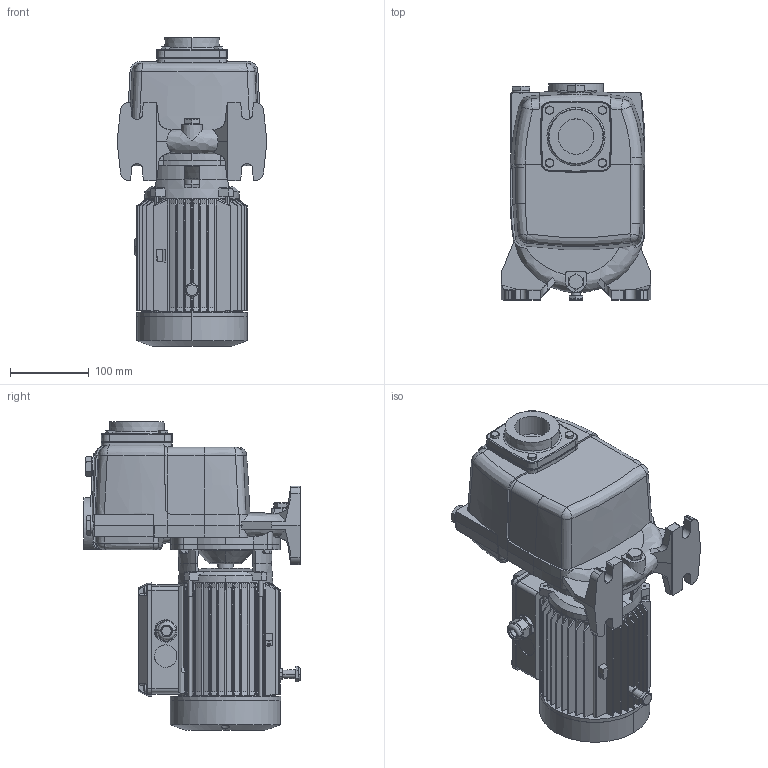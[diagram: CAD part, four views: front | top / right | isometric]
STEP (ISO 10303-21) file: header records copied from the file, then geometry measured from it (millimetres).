
FILE_DESCRIPTION (( 'STEP AP214' ), '1' );
FILE_NAME ('4_93_531_01_REV00.step', '2021-10-22T13:58:52', ( 'Windows User' ), ( '' ), 'SwSTEP 2.0', 'SolidWorks 2020', '' );
FILE_SCHEMA (( 'AUTOMOTIVE_DESIGN' ));
Length unit declared in the file: millimetre
Products named in the file (4): Copia di CPPP^4_93_531_01_REV00; Copia di 179611^4_93_531_01_REV00; Copia di 10008019swn00^4_93_531_01_REV00_TCB+ M5x25 UNI 7687 A4; 4_93_531_01_REV00
Assembly tree (6 placements, depth 2):
  4_93_531_01_REV00
    Copia di 179611^4_93_531_01_REV00
    Copia di CPPP^4_93_531_01_REV00
    Copia di 10008019swn00^4_93_531_01_REV00_TCB+ M5x25 UNI 7687 A4  x4
Bounding box: 190.52 x 275 x 392.8 mm (x, y, z)
Volume: 7816567 mm3; surface area: 541252.6 mm2
Topology: 12 solids, 12 shells, 1422 faces, 3677 edges, 2368 vertices
Faces by surface type: plane 732, cone 299, cylinder 268, bspline 105, torus 10, sphere 8
Entity records: 107269 total; most frequent: CARTESIAN_POINT 75922, ORIENTED_EDGE 6924, DIRECTION 5778, EDGE_CURVE 3462, VERTEX_POINT 2230, AXIS2_PLACEMENT_3D 2021, VECTOR 1736, LINE 1736
